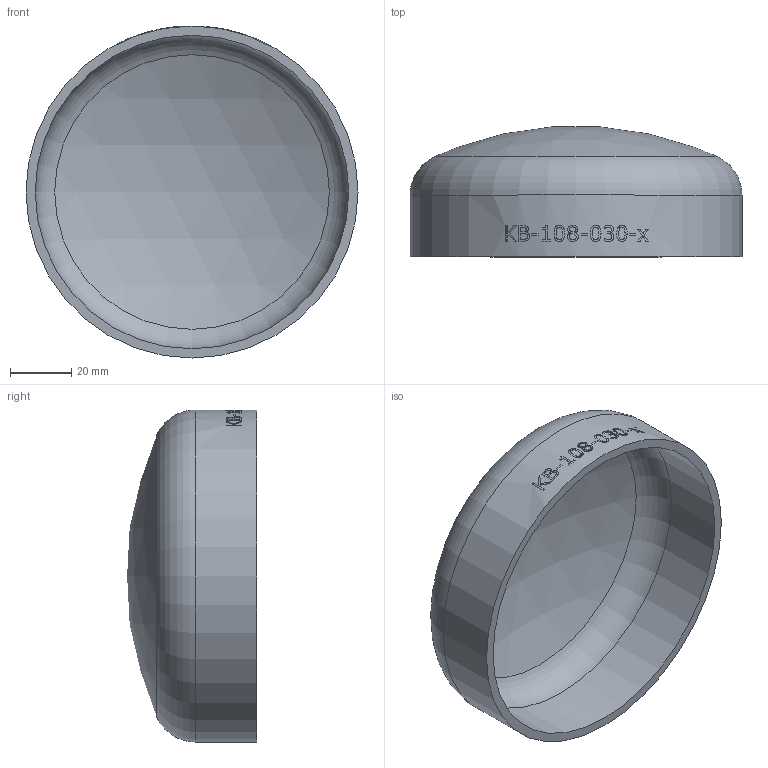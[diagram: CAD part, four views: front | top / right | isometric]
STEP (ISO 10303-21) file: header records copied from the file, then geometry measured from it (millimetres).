
FILE_DESCRIPTION (( 'STEP AP214' ), '1' );
FILE_NAME ('KB-108-030-x Klöpperboden 2003.STEP', '2020-03-25T17:00:44', ( '' ), ( '' ), 'SwSTEP 2.0', 'SolidWorks 2016', '' );
FILE_SCHEMA (( 'AUTOMOTIVE_DESIGN' ));
Length unit declared in the file: millimetre
Products named in the file (1): KB-108-030-x Klöpperboden 2003
Bounding box: 108 x 42.22 x 108 mm (x, y, z)
Volume: 53242.8 mm3; surface area: 36550.1 mm2
Topology: 1 solids, 1 shells, 180 faces, 472 edges, 314 vertices
Faces by surface type: bspline 101, plane 54, cylinder 21, torus 2, sphere 2
Full cylindrical faces by diameter (mm): 102 x1, 108 x1
Entity records: 23349 total; most frequent: CARTESIAN_POINT 17933, ORIENTED_EDGE 936, EDGE_CURVE 468, DIRECTION 371, B_SPLINE_CURVE_WITH_KNOTS 321, VERTEX_POINT 314, EDGE_LOOP 204, FACE_OUTER_BOUND 184
